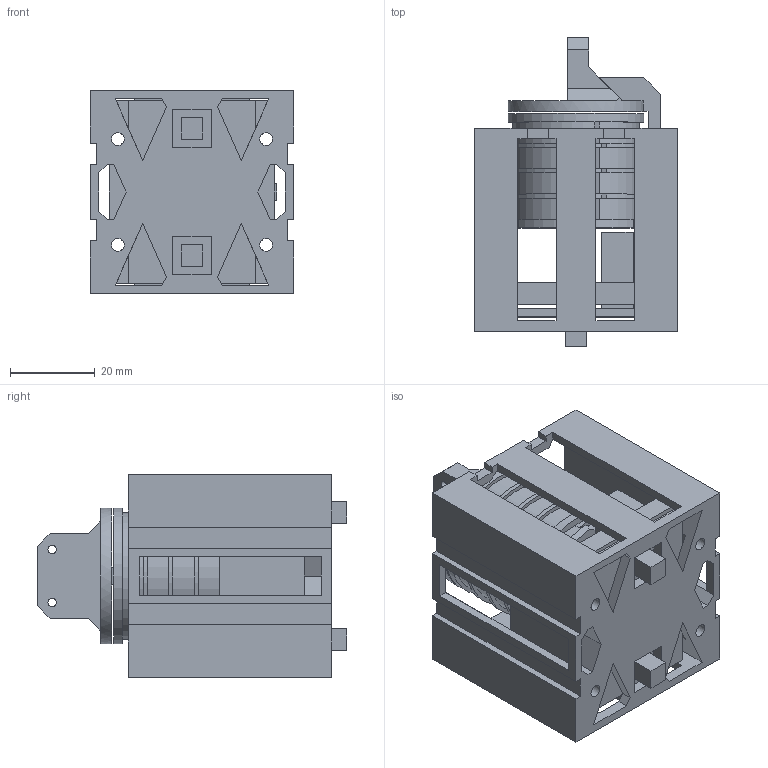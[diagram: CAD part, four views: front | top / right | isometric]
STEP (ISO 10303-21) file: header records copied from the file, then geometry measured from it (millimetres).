
FILE_DESCRIPTION(/* description */ (''),/* implementation_level */ '2;1');
FILE_NAME(/* name */ 'be933487-6d30-4d46-bab6-1e0b07440b0c.stp',/* time_stamp */ '2021-12-10T13:45:28+00:00',/* author */ (''),/* organization */ (''),/* preprocessor_version */ 'ST-DEVELOPER v18.1',/* originating_system */ 'Autodesk Translation Framework v10.10.0.1391',/* authorisation */ '');
FILE_SCHEMA (('AUTOMOTIVE_DESIGN { 1 0 10303 214 3 1 1 }'));
Length unit declared in the file: millimetre
Products named in the file (1): Lidar Module
Bounding box: 48 x 73 x 48 mm (x, y, z)
Volume: 50062.4 mm3; surface area: 40079.7 mm2
Topology: 5 solids, 5 shells, 262 faces, 766 edges, 496 vertices
Faces by surface type: plane 227, cylinder 31, cone 4
Full cylindrical faces by diameter (mm): 1 x4, 2 x2, 3 x8, 26 x1, 32 x1
Entity records: 8706 total; most frequent: CARTESIAN_POINT 1547, ORIENTED_EDGE 1532, DIRECTION 1369, EDGE_CURVE 766, LINE 673, VECTOR 673, VERTEX_POINT 496, AXIS2_PLACEMENT_3D 348
